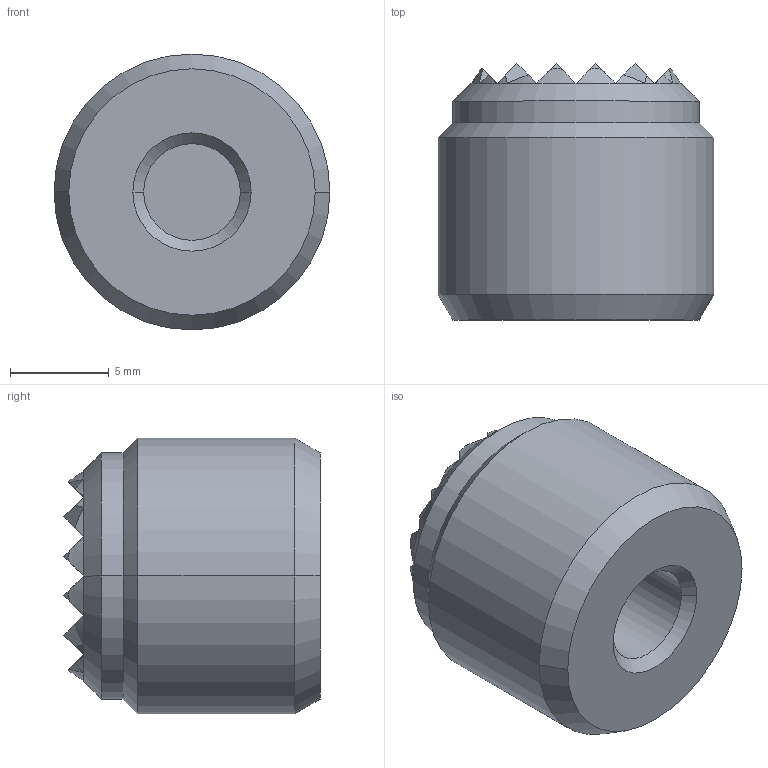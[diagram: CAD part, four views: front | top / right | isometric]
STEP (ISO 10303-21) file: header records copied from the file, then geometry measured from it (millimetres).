
FILE_DESCRIPTION(('STEP AP214'),'1');
FILE_NAME('HALDERN_EH_22620_0211.stp','2017-07-04T08:51:40',('TraceParts'),('TraceParts S.A.'),'Spatial InterOp 3D',' ',' ');
FILE_SCHEMA(('automotive_design'));
Length unit declared in the file: millimetre
Products named in the file (2): HALDERN_EH_22620_0211_1; HALDERN_EH_22620_0211_2
Bounding box: 14 x 13 x 14 mm (x, y, z)
Volume: 1574.1 mm3; surface area: 1270.6 mm2
Topology: 2 solids, 2 shells, 135 faces, 250 edges, 121 vertices
Faces by surface type: plane 109, cone 14, cylinder 12
Entity records: 4287 total; most frequent: DIRECTION 608, CARTESIAN_POINT 508, ORIENTED_EDGE 500, EDGE_CURVE 250, AXIS2_PLACEMENT_3D 221, LINE 166, VECTOR 166, EDGE_LOOP 139
